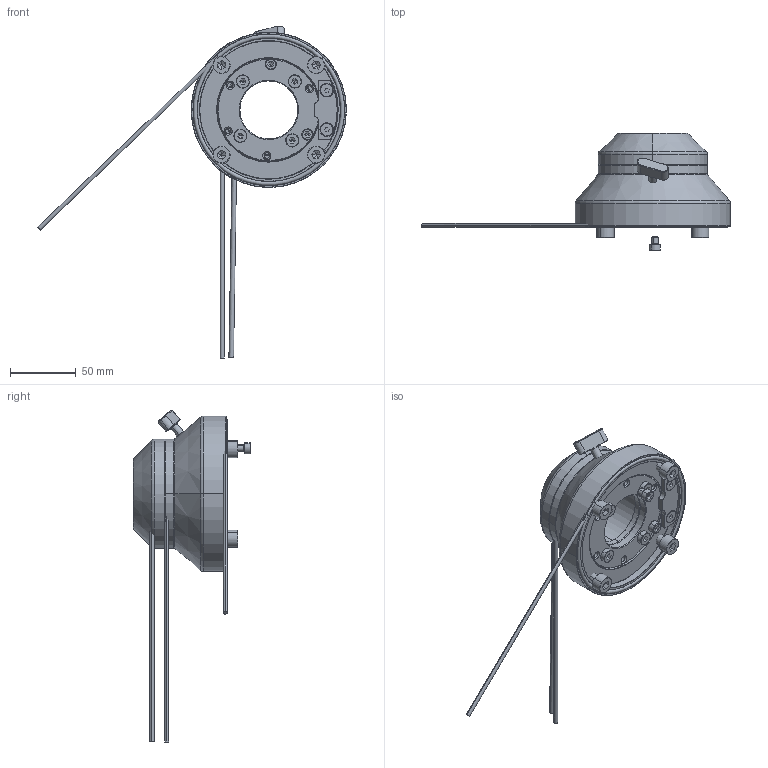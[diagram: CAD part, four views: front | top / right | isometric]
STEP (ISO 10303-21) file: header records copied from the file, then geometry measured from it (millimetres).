
FILE_DESCRIPTION (( 'STEP AP214' ), '1' );
FILE_NAME ('57017300.STEP', '2008-06-24T11:30:51', ( '' ), ( '' ), 'SwSTEP 2.0', 'SolidWorks 2008', '' );
FILE_SCHEMA (( 'AUTOMOTIVE_DESIGN' ));
Length unit declared in the file: millimetre
Products named in the file (17): 57017300; 84141_Standard; 84145_Standard; 84139_Standard; 84143_Standard; 93658_Standard; 82389_Standard; 82025_Standard; 82391_Standard; 93657_Standard; 93662_Standard; 93660_Standard; 93659_Standard; 93663_Standard; 93090_Standard; 84147_Standard; 84142_Standard
Assembly tree (27 placements, depth 2):
  57017300
    93660_Standard  x4
    93662_Standard  x4
    93657_Standard  x2
    82025_Standard
    84141_Standard
    82391_Standard
    93090_Standard  x2
    93658_Standard  x3
    82389_Standard
    84145_Standard  x2
    84142_Standard
    93659_Standard
    84143_Standard
    84139_Standard
    93663_Standard
    84147_Standard
Bounding box: 234.66 x 89.5 x 252.08 mm (x, y, z)
Volume: 352996.3 mm3; surface area: 117025.1 mm2
Topology: 30 solids, 30 shells, 758 faces, 1606 edges, 923 vertices
Faces by surface type: plane 273, cone 221, cylinder 192, torus 60, bspline 12
Entity records: 15508 total; most frequent: CARTESIAN_POINT 3070, DIRECTION 2581, ORIENTED_EDGE 2142, EDGE_CURVE 1071, AXIS2_PLACEMENT_3D 1036, VERTEX_POINT 627, EDGE_LOOP 576, VECTOR 509
